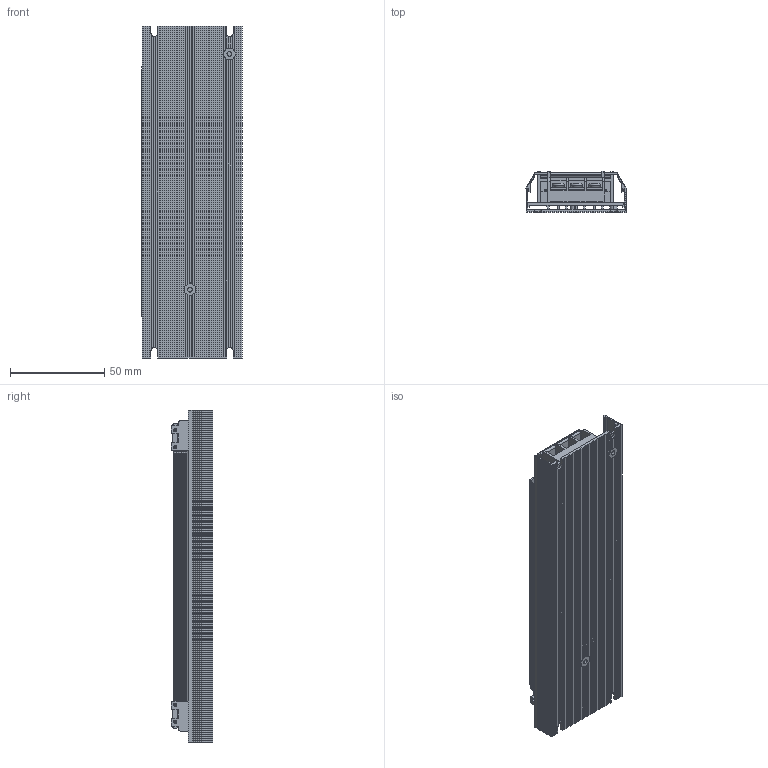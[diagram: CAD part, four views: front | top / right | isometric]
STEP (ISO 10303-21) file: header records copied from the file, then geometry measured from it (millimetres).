
FILE_DESCRIPTION (( 'STEP AP214' ), '1' );
FILE_NAME ('CDKL-S75W三维图-202505.STEP', '2025-04-18T05:42:29', ( '万丰电脑' ), ( '电话：0577-62733550' ), 'SwSTEP 2.0', 'SolidWorks 2020', '' );
FILE_SCHEMA (( 'AUTOMOTIVE_DESIGN' ));
Length unit declared in the file: millimetre
Products named in the file (6): 盄繚啣75W2; 3弇傷赽; 4弇傷赽; CDKL-S75W三维图-202505; CDKL-S75裔; CDKL-S75菁2
Assembly tree (5 placements, depth 2):
  CDKL-S75W三维图-202505
    CDKL-S75菁2
    CDKL-S75裔
    3弇傷赽
    4弇傷赽
    盄繚啣75W2
Bounding box: 53.09 x 21.8 x 176 mm (x, y, z)
Volume: 46366.7 mm3; surface area: 81286.5 mm2
Topology: 20 solids, 20 shells, 1860 faces, 5292 edges, 3451 vertices
Faces by surface type: plane 1493, cylinder 302, torus 37, sphere 16, bspline 12
Entity records: 79290 total; most frequent: CARTESIAN_POINT 11580, ORIENTED_EDGE 10536, DIRECTION 9576, EDGE_CURVE 5268, VECTOR 4418, LINE 4418, VERTEX_POINT 3443, AXIS2_PLACEMENT_3D 2579
